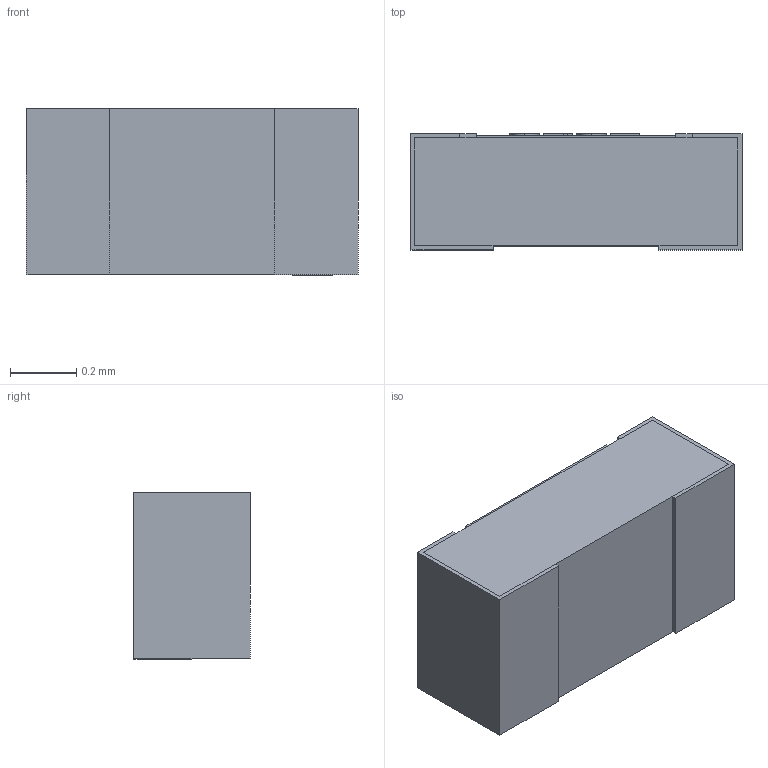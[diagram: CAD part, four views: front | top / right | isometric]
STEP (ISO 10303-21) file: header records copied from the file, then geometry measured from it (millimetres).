
FILE_DESCRIPTION (( 'STEP AP214' ), '1' );
FILE_NAME ('STD(0402) M(1005).STEP', '2018-03-28T18:29:05', ( '' ), ( '' ), 'SwSTEP 2.0', 'SolidWorks 2018', '' );
FILE_SCHEMA (( 'AUTOMOTIVE_DESIGN' ));
Length unit declared in the file: millimetre
Products named in the file (1): STD(0402) M(1005)
Bounding box: 1 x 0.35 x 0.5 mm (x, y, z)
Volume: 0.2 mm3; surface area: 2.1 mm2
Topology: 1 solids, 1 shells, 84 faces, 217 edges, 142 vertices
Faces by surface type: plane 60, bspline 24
Entity records: 5109 total; most frequent: CARTESIAN_POINT 2420, ORIENTED_EDGE 434, DIRECTION 291, EDGE_CURVE 217, LINE 169, VECTOR 169, VERTEX_POINT 142, EDGE_LOOP 91
